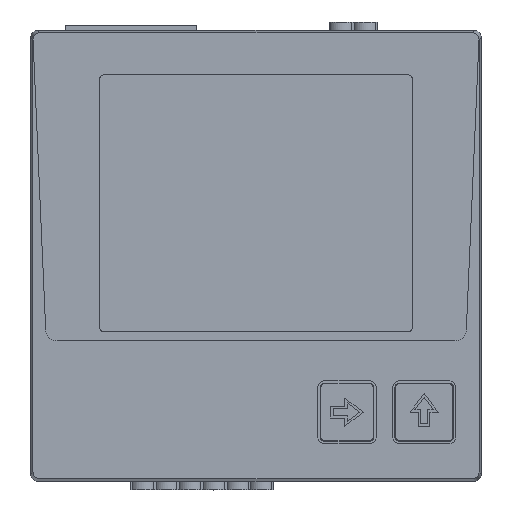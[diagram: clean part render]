
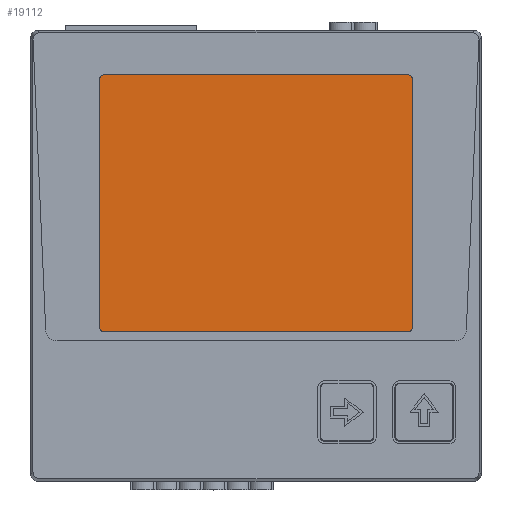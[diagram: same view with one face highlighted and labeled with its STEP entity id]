
A CAD part, top view. The second image highlights one B-rep face of the part: STEP entity #19112.
In plain terms, the highlighted planar face has unit normal (0, 0, 1).
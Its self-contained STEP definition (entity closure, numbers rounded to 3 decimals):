
#18857=AXIS2_PLACEMENT_3D('Circle Axis2P3D',#18855,#18856,$) ;
#18935=AXIS2_PLACEMENT_3D('Circle Axis2P3D',#18933,#18934,$) ;
#18999=AXIS2_PLACEMENT_3D('Circle Axis2P3D',#18997,#18998,$) ;
#19063=AXIS2_PLACEMENT_3D('Circle Axis2P3D',#19061,#19062,$) ;
#19100=AXIS2_PLACEMENT_3D('Plane Axis2P3D',#19097,#19098,#19099) ;
#18852=CARTESIAN_POINT('Vertex',(14.75,87.85,49.5)) ;
#18855=CARTESIAN_POINT('Axis2P3D Location',(15.75,87.85,49.5)) ;
#18859=CARTESIAN_POINT('Vertex',(15.75,88.85,49.5)) ;
#18898=CARTESIAN_POINT('Vertex',(14.75,34.85,49.5)) ;
#18901=CARTESIAN_POINT('Line Origine',(14.75,61.35,49.5)) ;
#18930=CARTESIAN_POINT('Vertex',(15.75,33.85,49.5)) ;
#18933=CARTESIAN_POINT('Axis2P3D Location',(15.75,34.85,49.5)) ;
#18962=CARTESIAN_POINT('Vertex',(80.75,33.85,49.5)) ;
#18965=CARTESIAN_POINT('Line Origine',(48.25,33.85,49.5)) ;
#18994=CARTESIAN_POINT('Vertex',(81.75,34.85,49.5)) ;
#18997=CARTESIAN_POINT('Axis2P3D Location',(80.75,34.85,49.5)) ;
#19026=CARTESIAN_POINT('Vertex',(81.75,87.85,49.5)) ;
#19029=CARTESIAN_POINT('Line Origine',(81.75,61.35,49.5)) ;
#19058=CARTESIAN_POINT('Vertex',(80.75,88.85,49.5)) ;
#19061=CARTESIAN_POINT('Axis2P3D Location',(80.75,87.85,49.5)) ;
#19084=CARTESIAN_POINT('Line Origine',(48.25,88.85,49.5)) ;
#19097=CARTESIAN_POINT('Axis2P3D Location',(0.,0.,49.5)) ;
#18856=DIRECTION('Axis2P3D Direction',(0.,0.,1.)) ;
#18902=DIRECTION('Vector Direction',(0.,-1.,0.)) ;
#18934=DIRECTION('Axis2P3D Direction',(0.,0.,1.)) ;
#18966=DIRECTION('Vector Direction',(-1.,0.,0.)) ;
#18998=DIRECTION('Axis2P3D Direction',(0.,0.,1.)) ;
#19030=DIRECTION('Vector Direction',(0.,1.,0.)) ;
#19062=DIRECTION('Axis2P3D Direction',(0.,0.,1.)) ;
#19085=DIRECTION('Vector Direction',(1.,0.,0.)) ;
#19098=DIRECTION('Axis2P3D Direction',(0.,0.,1.)) ;
#19099=DIRECTION('Axis2P3D XDirection',(1.,0.,0.)) ;
#18903=VECTOR('Line Direction',#18902,1.) ;
#18967=VECTOR('Line Direction',#18966,1.) ;
#19031=VECTOR('Line Direction',#19030,1.) ;
#19086=VECTOR('Line Direction',#19085,1.) ;
#19103=ORIENTED_EDGE('',*,*,#18861,.T.) ;
#19104=ORIENTED_EDGE('',*,*,#18905,.T.) ;
#19105=ORIENTED_EDGE('',*,*,#18937,.T.) ;
#19106=ORIENTED_EDGE('',*,*,#18969,.T.) ;
#19107=ORIENTED_EDGE('',*,*,#19001,.T.) ;
#19108=ORIENTED_EDGE('',*,*,#19033,.T.) ;
#19109=ORIENTED_EDGE('',*,*,#19065,.T.) ;
#19110=ORIENTED_EDGE('',*,*,#19088,.T.) ;
#19112=ADVANCED_FACE('MONITOR',(#19111),#19101,.T.) ;
#18858=CIRCLE('generated circle',#18857,1.) ;
#18936=CIRCLE('generated circle',#18935,1.) ;
#19000=CIRCLE('generated circle',#18999,1.) ;
#19064=CIRCLE('generated circle',#19063,1.) ;
#18861=EDGE_CURVE('',#18860,#18853,#18858,.T.) ;
#18905=EDGE_CURVE('',#18853,#18899,#18904,.T.) ;
#18937=EDGE_CURVE('',#18899,#18931,#18936,.T.) ;
#18969=EDGE_CURVE('',#18931,#18963,#18968,.F.) ;
#19001=EDGE_CURVE('',#18963,#18995,#19000,.T.) ;
#19033=EDGE_CURVE('',#18995,#19027,#19032,.T.) ;
#19065=EDGE_CURVE('',#19027,#19059,#19064,.T.) ;
#19088=EDGE_CURVE('',#19059,#18860,#19087,.F.) ;
#19102=EDGE_LOOP('',(#19103,#19104,#19105,#19106,#19107,#19108,#19109,#19110)) ;
#19111=FACE_OUTER_BOUND('',#19102,.T.) ;
#18904=LINE('Line',#18901,#18903) ;
#18968=LINE('Line',#18965,#18967) ;
#19032=LINE('Line',#19029,#19031) ;
#19087=LINE('Line',#19084,#19086) ;
#19101=PLANE('',#19100) ;
#18853=VERTEX_POINT('',#18852) ;
#18860=VERTEX_POINT('',#18859) ;
#18899=VERTEX_POINT('',#18898) ;
#18931=VERTEX_POINT('',#18930) ;
#18963=VERTEX_POINT('',#18962) ;
#18995=VERTEX_POINT('',#18994) ;
#19027=VERTEX_POINT('',#19026) ;
#19059=VERTEX_POINT('',#19058) ;
